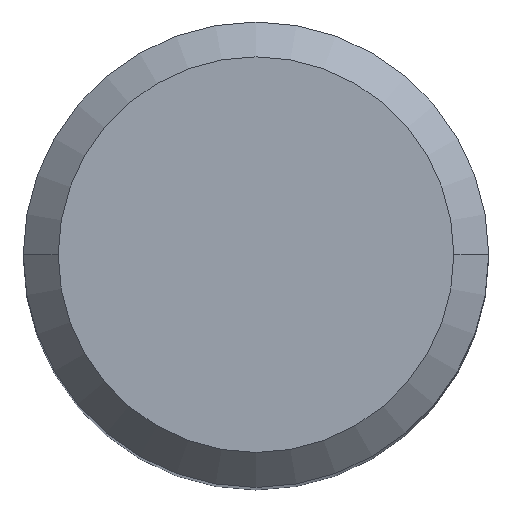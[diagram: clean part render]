
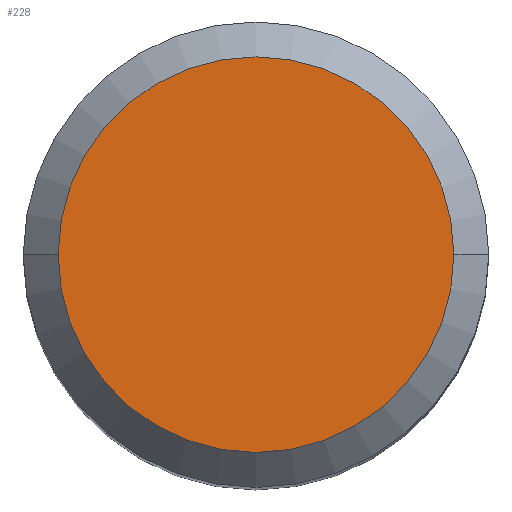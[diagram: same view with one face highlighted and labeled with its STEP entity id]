
A CAD part, top view. The second image highlights one B-rep face of the part: STEP entity #228.
In plain terms, the highlighted planar face has unit normal (0, 0, 1).
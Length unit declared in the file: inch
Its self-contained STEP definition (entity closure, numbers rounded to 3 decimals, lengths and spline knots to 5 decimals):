
#9 = DIRECTION ( 'NONE',  ( -1., 0., 0. ) ) ;
#12 = EDGE_CURVE ( 'NONE', #53, #420, #359, .T. ) ;
#30 = DIRECTION ( 'NONE',  ( 0., 0., 1. ) ) ;
#33 = PLANE ( 'NONE',  #380 ) ;
#53 = VERTEX_POINT ( 'NONE', #466 ) ;
#60 = EDGE_CURVE ( 'NONE', #420, #53, #256, .T. ) ;
#69 = DIRECTION ( 'NONE',  ( 1., 0., 0. ) ) ;
#109 = DIRECTION ( 'NONE',  ( 1., 0., 0. ) ) ;
#140 = ORIENTED_EDGE ( 'NONE', *, *, #12, .T. ) ;
#158 = AXIS2_PLACEMENT_3D ( 'NONE', #426, #292, #109 ) ;
#168 = EDGE_LOOP ( 'NONE', ( #201, #140 ) ) ;
#201 = ORIENTED_EDGE ( 'NONE', *, *, #60, .T. ) ;
#227 = DIRECTION ( 'NONE',  ( 0., 0., -1. ) ) ;
#228 = ADVANCED_FACE ( 'NONE', ( #368 ), #33, .F. ) ;
#256 = CIRCLE ( 'NONE', #158, 0.23426 ) ;
#270 = AXIS2_PLACEMENT_3D ( 'NONE', #317, #30, #69 ) ;
#291 = CARTESIAN_POINT ( 'NONE',  ( 0., 0., 0. ) ) ;
#292 = DIRECTION ( 'NONE',  ( 0., 0., 1. ) ) ;
#317 = CARTESIAN_POINT ( 'NONE',  ( 0., 0., 0. ) ) ;
#359 = CIRCLE ( 'NONE', #270, 0.23426 ) ;
#368 = FACE_OUTER_BOUND ( 'NONE', #168, .T. ) ;
#380 = AXIS2_PLACEMENT_3D ( 'NONE', #291, #227, #9 ) ;
#419 = CARTESIAN_POINT ( 'NONE',  ( -0.23426, 0., 0. ) ) ;
#420 = VERTEX_POINT ( 'NONE', #419 ) ;
#426 = CARTESIAN_POINT ( 'NONE',  ( 0., 0., 0. ) ) ;
#466 = CARTESIAN_POINT ( 'NONE',  ( 0.23426, 0., 0. ) ) ;
